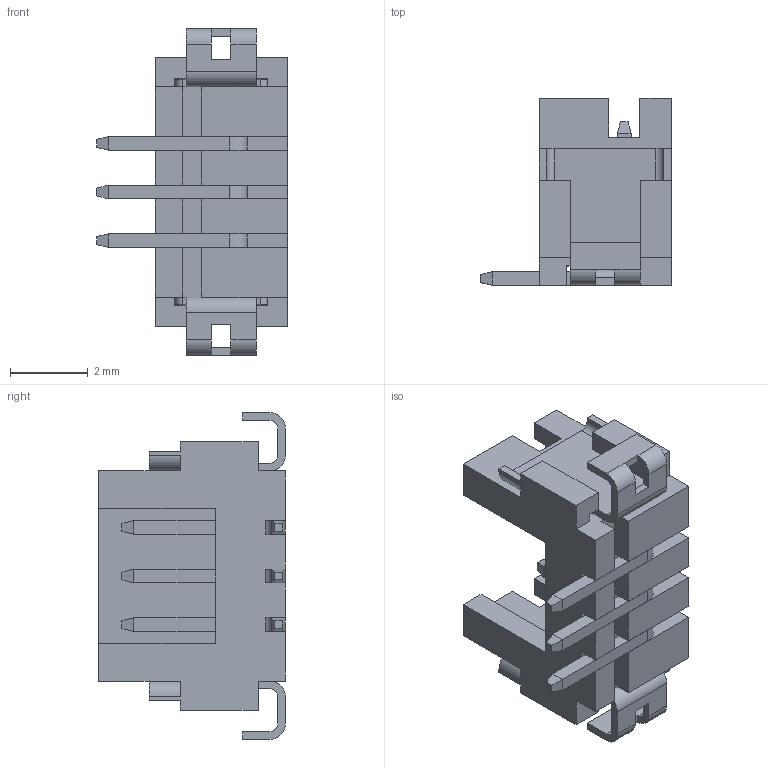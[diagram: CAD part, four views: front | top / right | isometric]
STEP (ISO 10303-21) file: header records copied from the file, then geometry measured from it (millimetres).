
FILE_DESCRIPTION(('OneSpaceDesigner STEP Export'),'2;1');
FILE_NAME('DF13C-3P-1.25V.stp','2007-03-23T10:17:59',(''),(''),'OneSpace Designer STEP processor (Jan. 2003) for AP214(CD)(Solid Model)','OneSpace Designer 12.00 10-Sep-2003 (C) CoCreate Software GmbH','');
FILE_SCHEMA(('AUTOMOTIVE_DESIGN_CC2 {1 2 10303 214 -1 1 5 1}'));
Length unit declared in the file: millimetre
Products named in the file (2): DF13C-15P-1.25VÈª
Assembly tree (1 placements, depth 2):
  DF13C-15P-1.25VÈª
    DF13C-15P-1.25VÈª
Bounding box: 4.9 x 4.8 x 8.4 mm (x, y, z)
Volume: 58 mm3; surface area: 227.2 mm2
Topology: 1 solids, 1 shells, 241 faces, 671 edges, 434 vertices
Faces by surface type: plane 211, cylinder 30
Entity records: 7311 total; most frequent: ORIENTED_EDGE 1342, CARTESIAN_POINT 1281, DIRECTION 1111, EDGE_CURVE 671, VECTOR 583, LINE 583, VERTEX_POINT 434, AXIS2_PLACEMENT_3D 264
